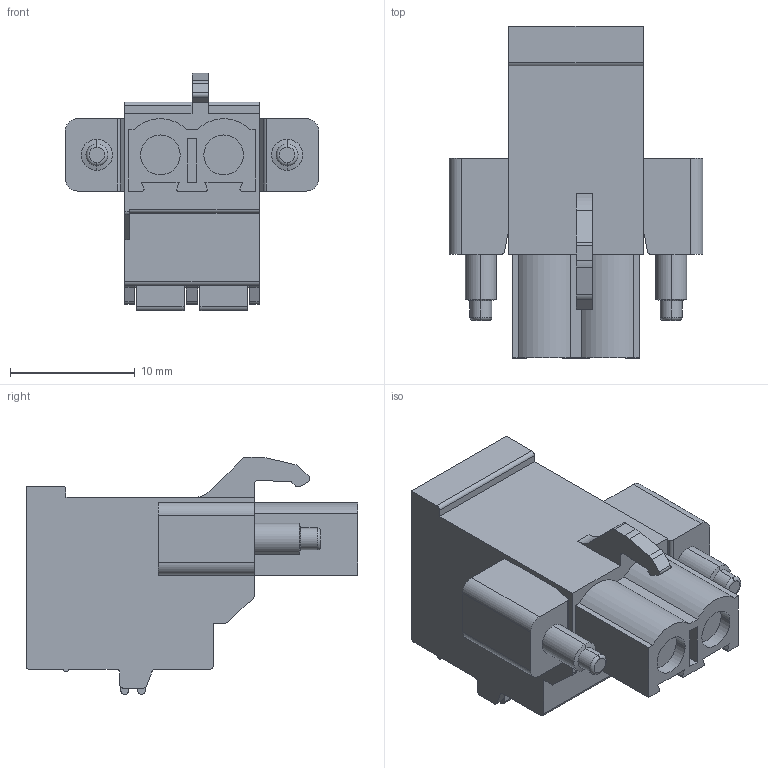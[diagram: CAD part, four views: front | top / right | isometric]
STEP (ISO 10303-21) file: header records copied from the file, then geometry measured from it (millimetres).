
FILE_DESCRIPTION((''),'2;1');
FILE_NAME('3333','2024-09-27T14:11:15',('tluser'),(''),'CREO PARAMETRIC BY PTC INC, 2018100','CREO PARAMETRIC BY PTC INC, 2018100','');
FILE_SCHEMA(('CONFIG_CONTROL_DESIGN'));
Length unit declared in the file: millimetre
Products named in the file (1): 3333
Bounding box: 20.32 x 26.6 x 19.01 mm (x, y, z)
Volume: 3258.4 mm3; surface area: 2208.7 mm2
Topology: 1 solids, 1 shells, 192 faces, 501 edges, 330 vertices
Faces by surface type: plane 116, cylinder 68, cone 4, torus 4
Entity records: 5939 total; most frequent: DIRECTION 1037, CARTESIAN_POINT 1023, ORIENTED_EDGE 1002, EDGE_CURVE 501, VECTOR 349, LINE 349, AXIS2_PLACEMENT_3D 344, VERTEX_POINT 330
